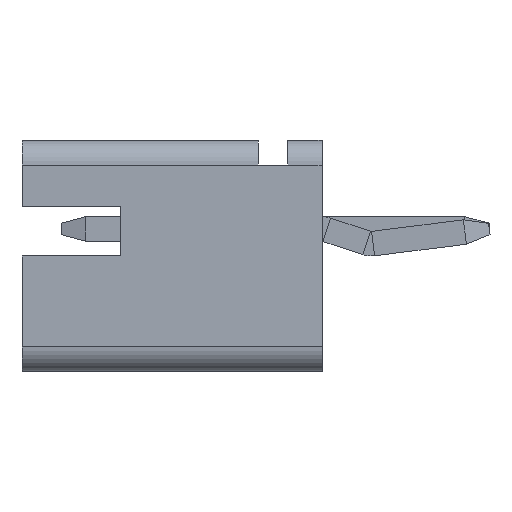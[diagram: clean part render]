
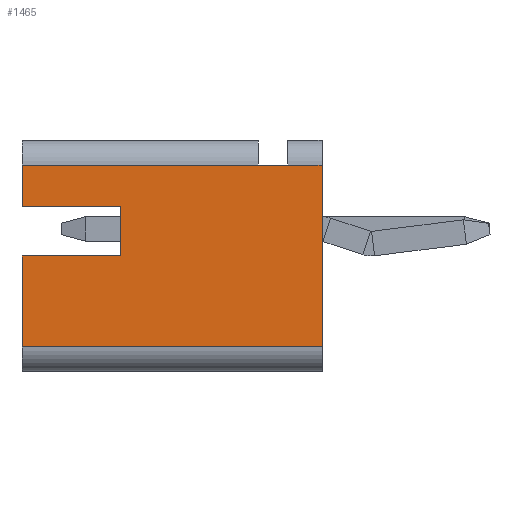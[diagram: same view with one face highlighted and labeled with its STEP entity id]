
A CAD part, left-side view. The second image highlights one B-rep face of the part: STEP entity #1465.
In plain terms, the highlighted planar face has unit normal (-1, 0, 0).
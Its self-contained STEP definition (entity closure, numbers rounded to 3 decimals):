
#12 = ORIENTED_EDGE ( 'NONE', *, *, #1653, .T. ) ;
#43 = EDGE_CURVE ( 'NONE', #1211, #3322, #3181, .T. ) ;
#44 = VECTOR ( 'NONE', #1889, 1000. ) ;
#106 = VERTEX_POINT ( 'NONE', #1312 ) ;
#135 = VECTOR ( 'NONE', #3904, 1000. ) ;
#208 = DIRECTION ( 'NONE',  ( 1., 0., 0. ) ) ;
#247 = VECTOR ( 'NONE', #3281, 1000. ) ;
#260 = CARTESIAN_POINT ( 'NONE',  ( -2., 6.1, 0.45 ) ) ;
#284 = ORIENTED_EDGE ( 'NONE', *, *, #3185, .F. ) ;
#295 = ORIENTED_EDGE ( 'NONE', *, *, #1530, .T. ) ;
#344 = FACE_OUTER_BOUND ( 'NONE', #3274, .T. ) ;
#370 = VERTEX_POINT ( 'NONE', #1709 ) ;
#385 = LINE ( 'NONE', #589, #3933 ) ;
#475 = CARTESIAN_POINT ( 'NONE',  ( -2., 4.1, -0.55 ) ) ;
#514 = ORIENTED_EDGE ( 'NONE', *, *, #851, .T. ) ;
#524 = CARTESIAN_POINT ( 'NONE',  ( -2., 0., 1.3 ) ) ;
#546 = LINE ( 'NONE', #1571, #2841 ) ;
#589 = CARTESIAN_POINT ( 'NONE',  ( -2., 0., 1.3 ) ) ;
#604 = DIRECTION ( 'NONE',  ( 0., 1., 0. ) ) ;
#629 = VECTOR ( 'NONE', #2833, 1000. ) ;
#690 = VERTEX_POINT ( 'NONE', #3669 ) ;
#756 = DIRECTION ( 'NONE',  ( 0., -1., 0. ) ) ;
#781 = LINE ( 'NONE', #2321, #247 ) ;
#787 = DIRECTION ( 'NONE',  ( 0., -1., 0. ) ) ;
#851 = EDGE_CURVE ( 'NONE', #1119, #690, #3842, .T. ) ;
#860 = CARTESIAN_POINT ( 'NONE',  ( -2., 1.3, 1.3 ) ) ;
#969 = LINE ( 'NONE', #1139, #135 ) ;
#1098 = VECTOR ( 'NONE', #787, 1000. ) ;
#1119 = VERTEX_POINT ( 'NONE', #1352 ) ;
#1139 = CARTESIAN_POINT ( 'NONE',  ( -2., 4.1, 0.45 ) ) ;
#1157 = PLANE ( 'NONE',  #2700 ) ;
#1173 = LINE ( 'NONE', #3731, #629 ) ;
#1211 = VERTEX_POINT ( 'NONE', #860 ) ;
#1212 = DIRECTION ( 'NONE',  ( 0., 0., -1. ) ) ;
#1224 = LINE ( 'NONE', #260, #3412 ) ;
#1237 = ORIENTED_EDGE ( 'NONE', *, *, #43, .F. ) ;
#1261 = CARTESIAN_POINT ( 'NONE',  ( -2., 6.1, -0.55 ) ) ;
#1312 = CARTESIAN_POINT ( 'NONE',  ( -2., 4.1, 0.45 ) ) ;
#1352 = CARTESIAN_POINT ( 'NONE',  ( -2., 6.1, -2.4 ) ) ;
#1400 = CARTESIAN_POINT ( 'NONE',  ( -2., 1.3, 1.3 ) ) ;
#1465 = ADVANCED_FACE ( 'NONE', ( #344 ), #1157, .F. ) ;
#1530 = EDGE_CURVE ( 'NONE', #2042, #3322, #546, .T. ) ;
#1541 = DIRECTION ( 'NONE',  ( 0., 1., 0. ) ) ;
#1571 = CARTESIAN_POINT ( 'NONE',  ( -2., 0., 1.3 ) ) ;
#1631 = DIRECTION ( 'NONE',  ( 0., -1., 0. ) ) ;
#1653 = EDGE_CURVE ( 'NONE', #1211, #2904, #385, .T. ) ;
#1709 = CARTESIAN_POINT ( 'NONE',  ( -2., 6.1, 0.45 ) ) ;
#1848 = DIRECTION ( 'NONE',  ( 0., 1., 0. ) ) ;
#1889 = DIRECTION ( 'NONE',  ( 0., 0., 1. ) ) ;
#2042 = VERTEX_POINT ( 'NONE', #524 ) ;
#2054 = VECTOR ( 'NONE', #756, 1000. ) ;
#2140 = CARTESIAN_POINT ( 'NONE',  ( -2., 0., 0. ) ) ;
#2202 = EDGE_CURVE ( 'NONE', #106, #370, #1224, .T. ) ;
#2280 = EDGE_CURVE ( 'NONE', #370, #2904, #1173, .T. ) ;
#2321 = CARTESIAN_POINT ( 'NONE',  ( -2., 0., 1.8 ) ) ;
#2372 = CARTESIAN_POINT ( 'NONE',  ( -2., 6.1, 1.3 ) ) ;
#2587 = CARTESIAN_POINT ( 'NONE',  ( -2., 0., -2.4 ) ) ;
#2634 = EDGE_CURVE ( 'NONE', #2042, #690, #781, .T. ) ;
#2638 = VECTOR ( 'NONE', #1631, 1000. ) ;
#2673 = EDGE_CURVE ( 'NONE', #3285, #3747, #2975, .T. ) ;
#2700 = AXIS2_PLACEMENT_3D ( 'NONE', #2140, #208, #1212 ) ;
#2819 = LINE ( 'NONE', #1261, #44 ) ;
#2833 = DIRECTION ( 'NONE',  ( 0., 0., 1. ) ) ;
#2841 = VECTOR ( 'NONE', #604, 1000. ) ;
#2863 = ORIENTED_EDGE ( 'NONE', *, *, #2202, .F. ) ;
#2904 = VERTEX_POINT ( 'NONE', #2372 ) ;
#2975 = LINE ( 'NONE', #3562, #2054 ) ;
#3001 = ORIENTED_EDGE ( 'NONE', *, *, #3567, .F. ) ;
#3181 = LINE ( 'NONE', #1400, #1098 ) ;
#3185 = EDGE_CURVE ( 'NONE', #1119, #3285, #2819, .T. ) ;
#3207 = CARTESIAN_POINT ( 'NONE',  ( -2., 0.7, 1.3 ) ) ;
#3274 = EDGE_LOOP ( 'NONE', ( #284, #514, #3535, #295, #1237, #12, #3667, #2863, #3001, #3778 ) ) ;
#3281 = DIRECTION ( 'NONE',  ( 0., 0., -1. ) ) ;
#3285 = VERTEX_POINT ( 'NONE', #3759 ) ;
#3322 = VERTEX_POINT ( 'NONE', #3207 ) ;
#3412 = VECTOR ( 'NONE', #1848, 1000. ) ;
#3535 = ORIENTED_EDGE ( 'NONE', *, *, #2634, .F. ) ;
#3562 = CARTESIAN_POINT ( 'NONE',  ( -2., 6.1, -0.55 ) ) ;
#3567 = EDGE_CURVE ( 'NONE', #3747, #106, #969, .T. ) ;
#3667 = ORIENTED_EDGE ( 'NONE', *, *, #2280, .F. ) ;
#3669 = CARTESIAN_POINT ( 'NONE',  ( -2., 0., -2.4 ) ) ;
#3731 = CARTESIAN_POINT ( 'NONE',  ( -2., 6.1, 1.8 ) ) ;
#3747 = VERTEX_POINT ( 'NONE', #475 ) ;
#3759 = CARTESIAN_POINT ( 'NONE',  ( -2., 6.1, -0.55 ) ) ;
#3778 = ORIENTED_EDGE ( 'NONE', *, *, #2673, .F. ) ;
#3842 = LINE ( 'NONE', #2587, #2638 ) ;
#3904 = DIRECTION ( 'NONE',  ( 0., 0., 1. ) ) ;
#3933 = VECTOR ( 'NONE', #1541, 1000. ) ;
